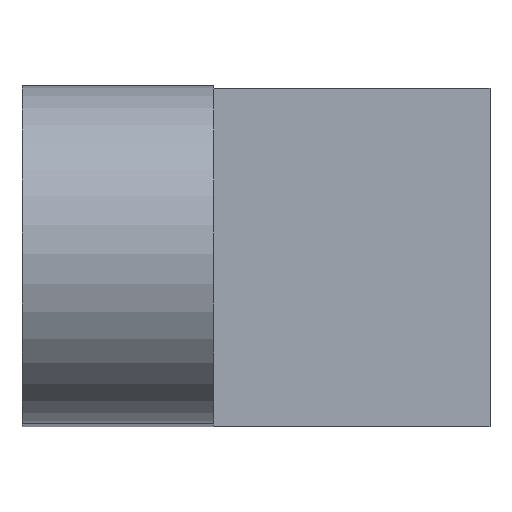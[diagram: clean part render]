
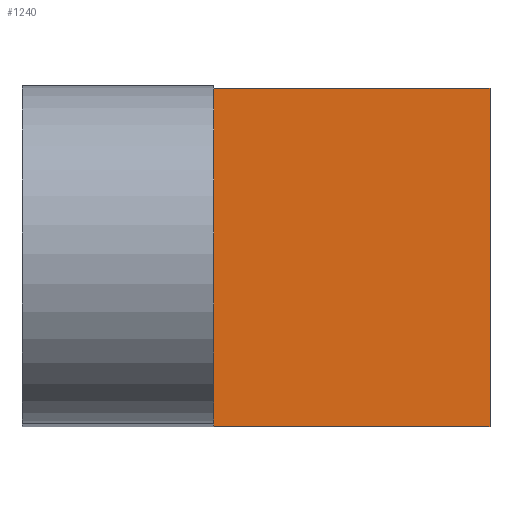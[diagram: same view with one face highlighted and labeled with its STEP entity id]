
A CAD part, top view. The second image highlights one B-rep face of the part: STEP entity #1240.
In plain terms, the highlighted planar face has unit normal (0, 0, 1).
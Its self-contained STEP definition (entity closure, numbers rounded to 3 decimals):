
#304=DIRECTION('',(0.,-1.,0.));
#305=VECTOR('',#304,30.);
#306=CARTESIAN_POINT('',(17.,15.,-72.495));
#307=LINE('',#306,#305);
#384=DIRECTION('',(1.,0.,0.));
#385=VECTOR('',#384,24.5);
#386=CARTESIAN_POINT('',(17.,-15.,-72.495));
#387=LINE('',#386,#385);
#388=DIRECTION('',(1.,0.,0.));
#389=VECTOR('',#388,24.5);
#390=CARTESIAN_POINT('',(17.,15.,-72.495));
#391=LINE('',#390,#389);
#392=DIRECTION('',(0.,-1.,0.));
#393=VECTOR('',#392,30.);
#394=CARTESIAN_POINT('',(41.5,15.,-72.495));
#395=LINE('',#394,#393);
#577=CARTESIAN_POINT('',(41.5,15.,-72.495));
#578=CARTESIAN_POINT('',(41.5,-15.,-72.495));
#579=VERTEX_POINT('',#577);
#580=VERTEX_POINT('',#578);
#581=CARTESIAN_POINT('',(17.,15.,-72.495));
#582=CARTESIAN_POINT('',(17.,-15.,-72.495));
#583=VERTEX_POINT('',#581);
#584=VERTEX_POINT('',#582);
#1228=CARTESIAN_POINT('',(17.,15.,-72.495));
#1229=DIRECTION('',(0.,0.,1.));
#1230=DIRECTION('',(0.,-1.,0.));
#1231=AXIS2_PLACEMENT_3D('',#1228,#1229,#1230);
#1232=PLANE('',#1231);
#1233=ORIENTED_EDGE('',*,*,#1050,.F.);
#1234=ORIENTED_EDGE('',*,*,#1220,.T.);
#1236=ORIENTED_EDGE('',*,*,#1235,.T.);
#1237=ORIENTED_EDGE('',*,*,#1216,.F.);
#1238=EDGE_LOOP('',(#1233,#1234,#1236,#1237));
#1239=FACE_OUTER_BOUND('',#1238,.F.);
#1240=ADVANCED_FACE('',(#1239),#1232,.T.);
#1050=EDGE_CURVE('',#583,#584,#307,.T.);
#1216=EDGE_CURVE('',#584,#580,#387,.T.);
#1220=EDGE_CURVE('',#583,#579,#391,.T.);
#1235=EDGE_CURVE('',#579,#580,#395,.T.);
